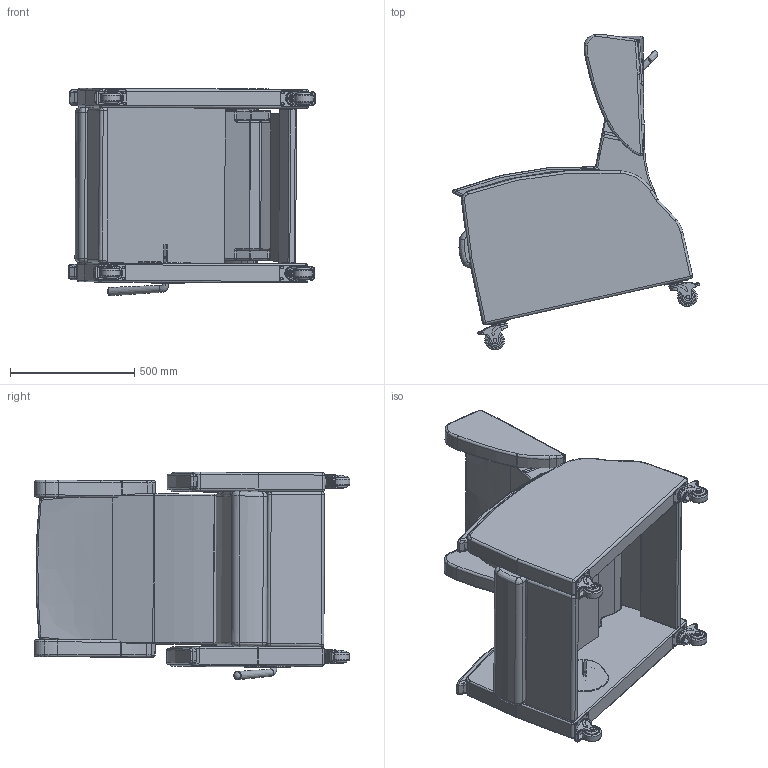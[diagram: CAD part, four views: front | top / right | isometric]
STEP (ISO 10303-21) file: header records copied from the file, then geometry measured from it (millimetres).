
FILE_DESCRIPTION(/* description */ (''),/* implementation_level */ '2;1');
FILE_NAME(/* name */ 'E2118U.stp',/* time_stamp */ '2017-09-13T15:54:30-04:00',/* author */ ('emehringer'),/* organization */ (''),/* preprocessor_version */ 'ST-DEVELOPER v16.5',/* originating_system */ 'Autodesk Inventor 2017',/* authorisation */ '');
FILE_SCHEMA (('AUTOMOTIVE_DESIGN { 1 0 10303 214 3 1 1 }'));
Length unit declared in the file: inch
Products named in the file (33): E2118U-W-J; UBACK 2010; UBACK 2010_1; UPHOLSTERED WING-1; E1010 FARM R; 4000 USEAT; 4000 UKO; BEZEL-1 BLK; HDL 3000 BLK; HDL 3000 BLKPLASTIC; HDL 3000 BLK METAL; 7000-2 CON PLT; E1010 FARM L; PB3; PUSH BAR 17.625; PUSH BAR 17.625_1; PUSH BAR 17.625 right side; 1420X1.5 PSHPB; 4000 UKP; E4117U BACK FLAP; CABLE LEVER; CAST COL 4inSLB; _NG-03AMP-125-TL-TP01_fork; _TP01_Next Generation Series_0; _NG-03QDP-125-SW-TP01_rivet; _NG-03AMP-125-TL-TP01_wheel_core; _NG-03AMP-125-TL-TP01_wheel_tread; _NG-03AMP-125-TL-TP01_wheel_guard; _NG-03AMP-125-TL-TP01_wheel_tguard; _NG-03AMP-125-TL-TP01_cap; MAC R1010; MAC R1010_1; MAC R1010 (metal)
Assembly tree (40 placements, depth 5):
  E2118U-W-J
    UBACK 2010
      UBACK 2010_1
      UPHOLSTERED WING-1  x2
      PB3
        PUSH BAR 17.625
          PUSH BAR 17.625_1
          PUSH BAR 17.625 right side
        1420X1.5 PSHPB  x2
    E1010 FARM R
    4000 USEAT
    4000 UKO
    BEZEL-1 BLK
    HDL 3000 BLK
      HDL 3000 BLKPLASTIC
      HDL 3000 BLK METAL
    7000-2 CON PLT
    E1010 FARM L
    PB3
      PUSH BAR 17.625
        PUSH BAR 17.625_1
        PUSH BAR 17.625 right side
      1420X1.5 PSHPB  x2
    4000 UKP
    E4117U BACK FLAP
    CABLE LEVER
    CAST COL 4inSLB  x4
      _NG-03AMP-125-TL-TP01_fork
      _TP01_Next Generation Series_0
      _NG-03QDP-125-SW-TP01_rivet
      _NG-03AMP-125-TL-TP01_wheel_core
      _NG-03AMP-125-TL-TP01_wheel_tread
      _NG-03AMP-125-TL-TP01_wheel_guard
      _NG-03AMP-125-TL-TP01_wheel_tguard
      _NG-03AMP-125-TL-TP01_cap
    MAC R1010  x2
      MAC R1010_1
      MAC R1010 (metal)
Bounding box: 994.96 x 1270.32 x 835.2 mm (x, y, z)
Volume: 198991274.7 mm3; surface area: 6991754.3 mm2
Topology: 63 solids, 73 shells, 1704 faces, 4065 edges, 2539 vertices
Faces by surface type: cylinder 717, plane 578, torus 236, bspline 80, cone 54, sphere 39
Full cylindrical faces by diameter (mm): 3.969 x8, 5.953 x1, 6.35 x12, 7.938 x4, 9.525 x2, 11.112 x8, 11.989 x4, 12.497 x4, 14.877 x4, 15.062 x4, 15.24 x8, 19.05 x6, 19.075 x4, 25.4 x4, 31.75 x1, 38.049 x4, 44.298 x4, 52.273 x4, 55.372 x8, 57.15 x8, 76.2 x4
Entity records: 37116 total; most frequent: CARTESIAN_POINT 14469, DIRECTION 4912, ORIENTED_EDGE 4266, EDGE_CURVE 2133, AXIS2_PLACEMENT_3D 1998, VERTEX_POINT 1336, EDGE_LOOP 1083, CIRCLE 977
